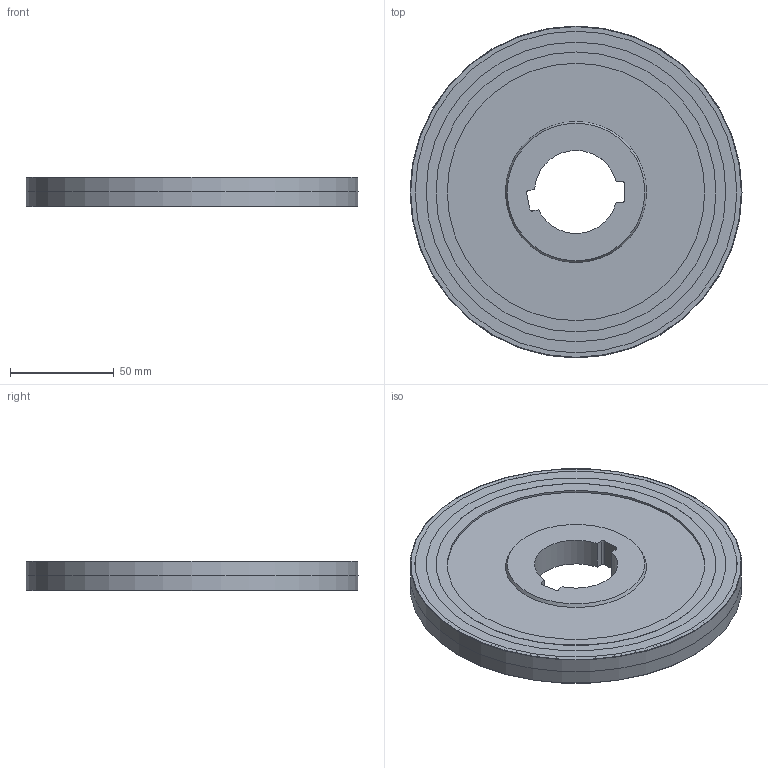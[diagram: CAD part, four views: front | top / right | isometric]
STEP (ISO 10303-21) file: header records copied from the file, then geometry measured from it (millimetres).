
FILE_DESCRIPTION(/* description */ (''),/* implementation_level */ '2;1');
FILE_NAME(/* name */ '160B08R_S90SN12N10_SIM.stp',/* time_stamp */ '2020-01-06T12:57:39+01:00',/* author */ (''),/* organization */ (''),/* preprocessor_version */ 'ST-DEVELOPER v16.7',/* originating_system */ 'SIEMENS PLM Software NX 12.0',/* authorisation */ '');
FILE_SCHEMA (('AUTOMOTIVE_DESIGN { 1 0 10303 214 3 1 1 1 }'));
Length unit declared in the file: millimetre
Products named in the file (1): pp0707DC4604obzq
Bounding box: 159.9 x 159.9 x 14 mm (x, y, z)
Volume: 297910.3 mm3; surface area: 69679.7 mm2
Topology: 2 solids, 2 shells, 45 faces, 100 edges, 61 vertices
Faces by surface type: revolution 18, plane 12, cylinder 9, cone 6
Full cylindrical faces by diameter (mm): 124 x2, 156.6 x1
Entity records: 1459 total; most frequent: CARTESIAN_POINT 532, DIRECTION 178, ORIENTED_EDGE 136, EDGE_LOOP 78, EDGE_CURVE 68, AXIS2_PLACEMENT_3D 68, FACE_BOUND 66, VERTEX_POINT 56
